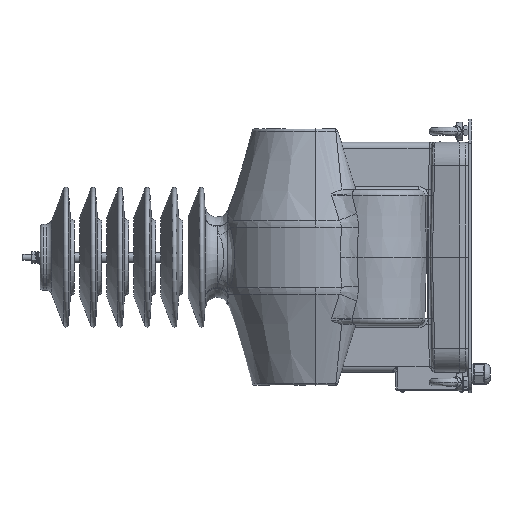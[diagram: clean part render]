
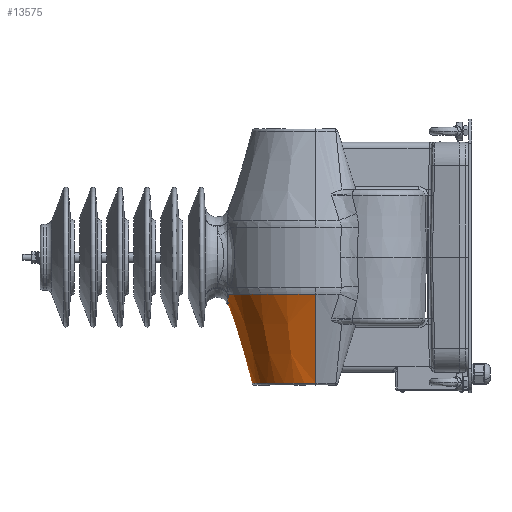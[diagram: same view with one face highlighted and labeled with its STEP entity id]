
A CAD part, left-side view. The second image highlights one B-rep face of the part: STEP entity #13575.
In plain terms, the highlighted conical face has half-angle 17 degrees and reference radius 138.453 mm.
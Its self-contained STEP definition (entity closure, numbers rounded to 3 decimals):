
#2250 = FACE_OUTER_BOUND ( 'NONE', #18918, .T. ) ;
#2285 = CONICAL_SURFACE ( 'NONE', #29385, 138.453, 0.297 ) ;
#4561 = DIRECTION ( 'NONE',  ( 1., 0., 0. ) ) ;
#4577 = DIRECTION ( 'NONE',  ( 0., 0., 1. ) ) ;
#4593 = CARTESIAN_POINT ( 'NONE',  ( 0., 235., -101.5 ) ) ;
#4877 = VERTEX_POINT ( 'NONE', #24501 ) ;
#4879 = VERTEX_POINT ( 'NONE', #24541 ) ;
#4883 = VERTEX_POINT ( 'NONE', #24493 ) ;
#4913 = VERTEX_POINT ( 'NONE', #24591 ) ;
#4915 = VERTEX_POINT ( 'NONE', #24586 ) ;
#4928 = VERTEX_POINT ( 'NONE', #24600 ) ;
#12245 = EDGE_CURVE ( 'NONE', #4928, #4913, #33075, .T. ) ;
#12246 = EDGE_CURVE ( 'NONE', #4915, #4883, #33048, .T. ) ;
#12267 = EDGE_CURVE ( 'NONE', #4913, #4877, #33071, .T. ) ;
#12292 = EDGE_CURVE ( 'NONE', #4883, #4879, #27173, .T. ) ;
#12297 = EDGE_CURVE ( 'NONE', #4879, #4877, #33111, .T. ) ;
#12316 = EDGE_CURVE ( 'NONE', #4928, #4915, #33106, .T. ) ;
#13575 = ADVANCED_FACE ( 'NONE', ( #2250 ), #2285, .T. ) ;
#18918 = EDGE_LOOP ( 'NONE', ( #19221, #19264, #19245, #19207, #19200, #19236 ) ) ;
#19200 = ORIENTED_EDGE ( 'NONE', *, *, #12297, .T. ) ;
#19207 = ORIENTED_EDGE ( 'NONE', *, *, #12292, .T. ) ;
#19221 = ORIENTED_EDGE ( 'NONE', *, *, #12245, .F. ) ;
#19236 = ORIENTED_EDGE ( 'NONE', *, *, #12267, .F. ) ;
#19245 = ORIENTED_EDGE ( 'NONE', *, *, #12246, .T. ) ;
#19264 = ORIENTED_EDGE ( 'NONE', *, *, #12316, .T. ) ;
#24493 = CARTESIAN_POINT ( 'NONE',  ( -40.266, 380.379, -60.943 ) ) ;
#24501 = CARTESIAN_POINT ( 'NONE',  ( 150.852, 235., -60.943 ) ) ;
#24541 = CARTESIAN_POINT ( 'NONE',  ( 40.266, 380.379, -60.943 ) ) ;
#24586 = CARTESIAN_POINT ( 'NONE',  ( -150.852, 235., -60.943 ) ) ;
#24591 = CARTESIAN_POINT ( 'NONE',  ( 105.598, 235., -208.962 ) ) ;
#24600 = CARTESIAN_POINT ( 'NONE',  ( -105.598, 235., -208.962 ) ) ;
#27173 = B_SPLINE_CURVE_WITH_KNOTS ( 'NONE', 3,
 ( #32333, #32310, #32311, #32323, #32302, #32326, #32303, #32308, #32314, #32316, #32318, #32325, #32319, #32336, #32320, #32322, #32324, #32328, #32290, #32329, #32332, #32337, #32338, #32339, #32287, #32373, #32362, #32380, #32355, #32376, #32389, #32378, #32346, #32385 ),
 .UNSPECIFIED., .F., .F.,
 ( 4, 2, 2, 2, 2, 2, 2, 2, 2, 2, 2, 2, 2, 2, 2, 2, 4 ),
 ( 0., 0.011, 0.023, 0.028, 0.031, 0.034, 0.045, 0.046, 0.048, 0.051, 0.056, 0.062, 0.065, 0.068, 0.079, 0.085, 0.09 ),
 .UNSPECIFIED. ) ;
#28765 = AXIS2_PLACEMENT_3D ( 'NONE', #32367, #32345, #32344 ) ;
#29385 = AXIS2_PLACEMENT_3D ( 'NONE', #4593, #4577, #4561 ) ;
#29691 = AXIS2_PLACEMENT_3D ( 'NONE', #32084, #32103, #32095 ) ;
#29695 = AXIS2_PLACEMENT_3D ( 'NONE', #32088, #32117, #32121 ) ;
#32084 = CARTESIAN_POINT ( 'NONE',  ( 0., 235., -208.962 ) ) ;
#32088 = CARTESIAN_POINT ( 'NONE',  ( 0., 235., -60.943 ) ) ;
#32095 = DIRECTION ( 'NONE',  ( -1., 0., 0. ) ) ;
#32103 = DIRECTION ( 'NONE',  ( 0., 0., -1. ) ) ;
#32117 = DIRECTION ( 'NONE',  ( 0., 0., -1. ) ) ;
#32121 = DIRECTION ( 'NONE',  ( 1., 0., 0. ) ) ;
#32175 = CARTESIAN_POINT ( 'NONE',  ( 138.453, 235., -101.5 ) ) ;
#32178 = DIRECTION ( 'NONE',  ( 0.292, 0., 0.956 ) ) ;
#32287 = CARTESIAN_POINT ( 'NONE',  ( 18.416, 380.098, -75.964 ) ) ;
#32290 = CARTESIAN_POINT ( 'NONE',  ( 4.671, 380.047, -79.695 ) ) ;
#32302 = CARTESIAN_POINT ( 'NONE',  ( -25.389, 380.152, -72.503 ) ) ;
#32303 = CARTESIAN_POINT ( 'NONE',  ( -18.631, 380.099, -75.899 ) ) ;
#32308 = CARTESIAN_POINT ( 'NONE',  ( -15.956, 380.084, -76.957 ) ) ;
#32310 = CARTESIAN_POINT ( 'NONE',  ( -37.489, 380.319, -63.556 ) ) ;
#32311 = CARTESIAN_POINT ( 'NONE',  ( -34.604, 380.269, -66.005 ) ) ;
#32314 = CARTESIAN_POINT ( 'NONE',  ( -15.049, 380.079, -77.288 ) ) ;
#32316 = CARTESIAN_POINT ( 'NONE',  ( -13.231, 380.071, -77.893 ) ) ;
#32318 = CARTESIAN_POINT ( 'NONE',  ( -12.317, 380.067, -78.167 ) ) ;
#32319 = CARTESIAN_POINT ( 'NONE',  ( -3.967, 380.044, -79.931 ) ) ;
#32320 = CARTESIAN_POINT ( 'NONE',  ( 0.845, 380.044, -79.936 ) ) ;
#32322 = CARTESIAN_POINT ( 'NONE',  ( 1.808, 380.044, -79.906 ) ) ;
#32323 = CARTESIAN_POINT ( 'NONE',  ( -28.553, 380.185, -70.478 ) ) ;
#32324 = CARTESIAN_POINT ( 'NONE',  ( 2.288, 380.045, -79.883 ) ) ;
#32325 = CARTESIAN_POINT ( 'NONE',  ( -7.723, 380.051, -79.399 ) ) ;
#32326 = CARTESIAN_POINT ( 'NONE',  ( -20.357, 380.111, -75.104 ) ) ;
#32328 = CARTESIAN_POINT ( 'NONE',  ( 3.722, 380.046, -79.789 ) ) ;
#32329 = CARTESIAN_POINT ( 'NONE',  ( 7.5, 380.052, -79.322 ) ) ;
#32332 = CARTESIAN_POINT ( 'NONE',  ( 9.36, 380.057, -78.951 ) ) ;
#32333 = CARTESIAN_POINT ( 'NONE',  ( -40.266, 380.379, -60.943 ) ) ;
#32336 = CARTESIAN_POINT ( 'NONE',  ( 0.362, 380.044, -79.943 ) ) ;
#32337 = CARTESIAN_POINT ( 'NONE',  ( 13.031, 380.07, -77.984 ) ) ;
#32338 = CARTESIAN_POINT ( 'NONE',  ( 14.843, 380.078, -77.388 ) ) ;
#32339 = CARTESIAN_POINT ( 'NONE',  ( 17.528, 380.093, -76.339 ) ) ;
#32344 = DIRECTION ( 'NONE',  ( 1., 0., 0. ) ) ;
#32345 = DIRECTION ( 'NONE',  ( 0., 0., -1. ) ) ;
#32346 = CARTESIAN_POINT ( 'NONE',  ( 38.872, 380.349, -62.255 ) ) ;
#32355 = CARTESIAN_POINT ( 'NONE',  ( 28.444, 380.184, -70.553 ) ) ;
#32362 = CARTESIAN_POINT ( 'NONE',  ( 21.018, 380.116, -74.759 ) ) ;
#32367 = CARTESIAN_POINT ( 'NONE',  ( 0., 235., -60.943 ) ) ;
#32373 = CARTESIAN_POINT ( 'NONE',  ( 20.159, 380.11, -75.175 ) ) ;
#32376 = CARTESIAN_POINT ( 'NONE',  ( 33.027, 380.247, -67.174 ) ) ;
#32378 = CARTESIAN_POINT ( 'NONE',  ( 37.442, 380.321, -63.533 ) ) ;
#32380 = CARTESIAN_POINT ( 'NONE',  ( 25.249, 380.15, -72.588 ) ) ;
#32385 = CARTESIAN_POINT ( 'NONE',  ( 40.266, 380.379, -60.943 ) ) ;
#32389 = CARTESIAN_POINT ( 'NONE',  ( 34.519, 380.27, -65.992 ) ) ;
#32476 = DIRECTION ( 'NONE',  ( -0.292, 0., 0.956 ) ) ;
#32479 = CARTESIAN_POINT ( 'NONE',  ( -138.453, 235., -101.5 ) ) ;
#33048 = CIRCLE ( 'NONE', #29695, 150.852 ) ;
#33069 = VECTOR ( 'NONE', #32178, 1000. ) ;
#33071 = LINE ( 'NONE', #32175, #33069 ) ;
#33075 = CIRCLE ( 'NONE', #29691, 105.598 ) ;
#33106 = LINE ( 'NONE', #32479, #33107 ) ;
#33107 = VECTOR ( 'NONE', #32476, 1000. ) ;
#33111 = CIRCLE ( 'NONE', #28765, 150.852 ) ;
